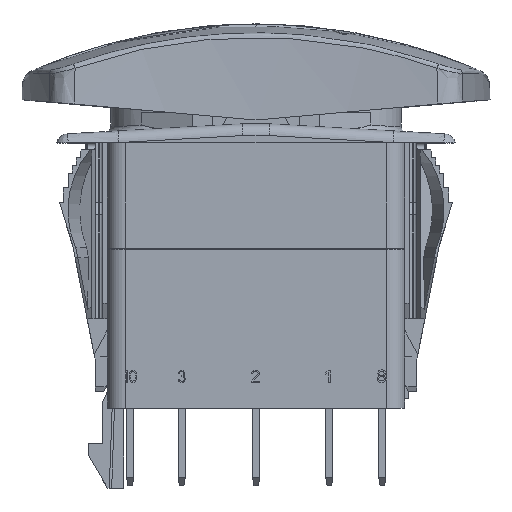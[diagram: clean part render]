
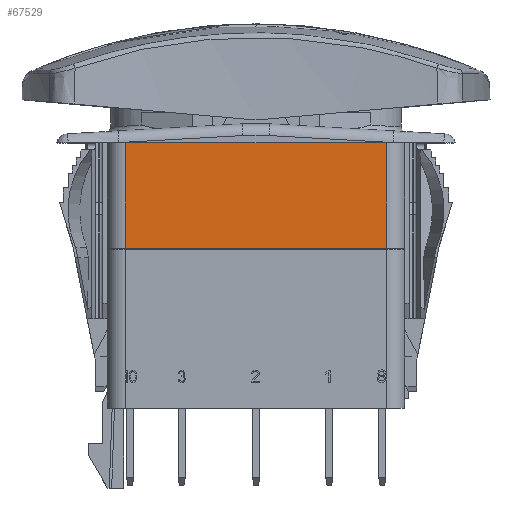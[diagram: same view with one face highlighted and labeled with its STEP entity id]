
A CAD part, top view. The second image highlights one B-rep face of the part: STEP entity #67529.
In plain terms, the highlighted planar face has unit normal (0, 0, 1).
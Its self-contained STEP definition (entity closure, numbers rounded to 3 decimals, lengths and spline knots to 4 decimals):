
#2041=DIRECTION('',(-1.,0.,0.));
#2042=VECTOR('',#2041,1.116);
#2043=CARTESIAN_POINT('',(0.558,0.455,0.41));
#2044=LINE('',#2043,#2042);
#23342=DIRECTION('',(0.,-1.,0.));
#23343=VECTOR('',#23342,0.45);
#23344=CARTESIAN_POINT('',(-0.558,0.455,0.41));
#23345=LINE('',#23344,#23343);
#23360=DIRECTION('',(-1.,0.,0.));
#23361=VECTOR('',#23360,1.116);
#23362=CARTESIAN_POINT('',(0.558,0.005,0.41));
#23363=LINE('',#23362,#23361);
#23364=DIRECTION('',(0.,1.,0.));
#23365=VECTOR('',#23364,0.45);
#23366=CARTESIAN_POINT('',(0.558,0.005,0.41));
#23367=LINE('',#23366,#23365);
#36473=CARTESIAN_POINT('',(0.558,0.005,0.41));
#36474=CARTESIAN_POINT('',(0.558,0.455,0.41));
#36475=VERTEX_POINT('',#36473);
#36476=VERTEX_POINT('',#36474);
#36481=CARTESIAN_POINT('',(-0.558,0.455,0.41));
#36482=CARTESIAN_POINT('',(-0.558,0.005,0.41));
#36483=VERTEX_POINT('',#36481);
#36484=VERTEX_POINT('',#36482);
#67517=CARTESIAN_POINT('',(0.,0.455,0.41));
#67518=DIRECTION('',(0.,0.,-1.));
#67519=DIRECTION('',(-1.,0.,0.));
#67520=AXIS2_PLACEMENT_3D('',#67517,#67518,#67519);
#67521=PLANE('',#67520);
#67523=ORIENTED_EDGE('',*,*,#67522,.F.);
#67524=ORIENTED_EDGE('',*,*,#39978,.T.);
#67525=ORIENTED_EDGE('',*,*,#67509,.F.);
#67526=ORIENTED_EDGE('',*,*,#40775,.F.);
#67527=EDGE_LOOP('',(#67523,#67524,#67525,#67526));
#67528=FACE_OUTER_BOUND('',#67527,.F.);
#39978=EDGE_CURVE('',#36475,#36484,#23363,.T.);
#40775=EDGE_CURVE('',#36476,#36483,#2044,.T.);
#67509=EDGE_CURVE('',#36483,#36484,#23345,.T.);
#67522=EDGE_CURVE('',#36475,#36476,#23367,.T.);
#67529=ADVANCED_FACE('',(#67528),#67521,.F.);
